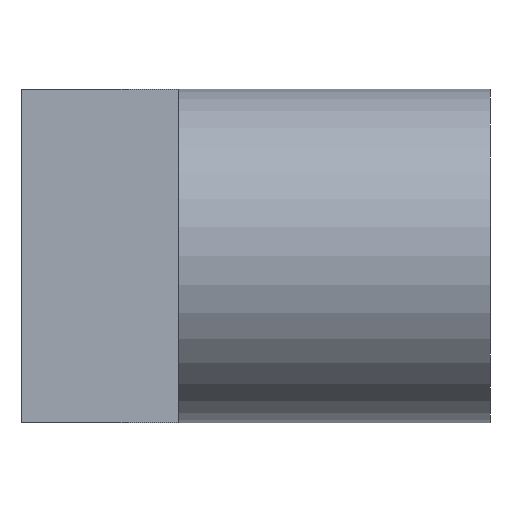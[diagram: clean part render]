
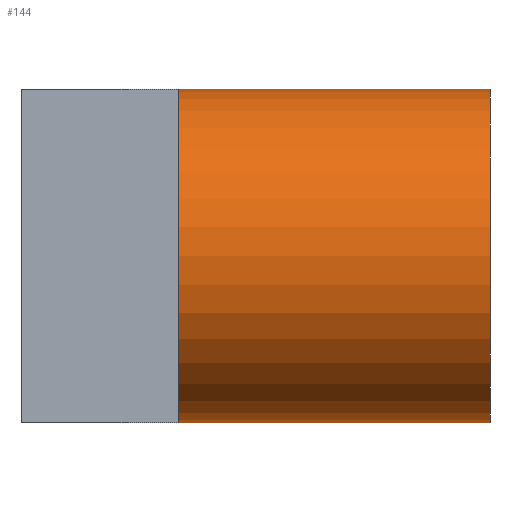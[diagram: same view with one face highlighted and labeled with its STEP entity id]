
A CAD part, left-side view. The second image highlights one B-rep face of the part: STEP entity #144.
In plain terms, the highlighted cylindrical face has radius 10.7 mm (diameter 21.4 mm), a partial arc.
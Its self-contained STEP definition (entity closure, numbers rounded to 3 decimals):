
#3 = CIRCLE ( 'NONE', #72, 10.7 ) ;
#38 = VERTEX_POINT ( 'NONE', #74 ) ;
#60 = CARTESIAN_POINT ( 'NONE',  ( 0., -10., 0. ) ) ;
#72 = AXIS2_PLACEMENT_3D ( 'NONE', #60, #83, #76 ) ;
#74 = CARTESIAN_POINT ( 'NONE',  ( 0., -30., 10.7 ) ) ;
#76 = DIRECTION ( 'NONE',  ( 0., 0., -1. ) ) ;
#83 = DIRECTION ( 'NONE',  ( 0., -1., 0. ) ) ;
#93 = EDGE_LOOP ( 'NONE', ( #270, #140, #269, #272 ) ) ;
#120 = VERTEX_POINT ( 'NONE', #361 ) ;
#139 = EDGE_CURVE ( 'NONE', #38, #120, #459, .T. ) ;
#140 = ORIENTED_EDGE ( 'NONE', *, *, #139, .F. ) ;
#144 = ADVANCED_FACE ( 'NONE', ( #359 ), #413, .T. ) ;
#158 = EDGE_CURVE ( 'NONE', #120, #217, #461, .T. ) ;
#162 = VERTEX_POINT ( 'NONE', #316 ) ;
#166 = EDGE_CURVE ( 'NONE', #38, #162, #443, .T. ) ;
#209 = EDGE_CURVE ( 'NONE', #162, #217, #3, .T. ) ;
#217 = VERTEX_POINT ( 'NONE', #512 ) ;
#269 = ORIENTED_EDGE ( 'NONE', *, *, #166, .T. ) ;
#270 = ORIENTED_EDGE ( 'NONE', *, *, #158, .F. ) ;
#272 = ORIENTED_EDGE ( 'NONE', *, *, #209, .T. ) ;
#316 = CARTESIAN_POINT ( 'NONE',  ( 0., -10., 10.7 ) ) ;
#359 = FACE_OUTER_BOUND ( 'NONE', #93, .T. ) ;
#361 = CARTESIAN_POINT ( 'NONE',  ( 0., -30., -10.7 ) ) ;
#381 = CARTESIAN_POINT ( 'NONE',  ( 0., -30., -10.7 ) ) ;
#382 = AXIS2_PLACEMENT_3D ( 'NONE', #415, #437, #436 ) ;
#383 = DIRECTION ( 'NONE',  ( 0., 0., -1. ) ) ;
#384 = DIRECTION ( 'NONE',  ( 0., -1., 0. ) ) ;
#385 = CARTESIAN_POINT ( 'NONE',  ( 0., -30., 0. ) ) ;
#388 = AXIS2_PLACEMENT_3D ( 'NONE', #385, #384, #383 ) ;
#413 = CYLINDRICAL_SURFACE ( 'NONE', #382, 10.7 ) ;
#415 = CARTESIAN_POINT ( 'NONE',  ( 0., -30., 0. ) ) ;
#424 = DIRECTION ( 'NONE',  ( 0., 1., 0. ) ) ;
#425 = VECTOR ( 'NONE', #424, 1000. ) ;
#426 = CARTESIAN_POINT ( 'NONE',  ( 0., -30., 10.7 ) ) ;
#436 = DIRECTION ( 'NONE',  ( 0., 0., 1. ) ) ;
#437 = DIRECTION ( 'NONE',  ( 0., 1., 0. ) ) ;
#443 = LINE ( 'NONE', #426, #425 ) ;
#450 = DIRECTION ( 'NONE',  ( 0., 1., 0. ) ) ;
#451 = VECTOR ( 'NONE', #450, 1000. ) ;
#459 = CIRCLE ( 'NONE', #388, 10.7 ) ;
#461 = LINE ( 'NONE', #381, #451 ) ;
#512 = CARTESIAN_POINT ( 'NONE',  ( 0., -10., -10.7 ) ) ;
